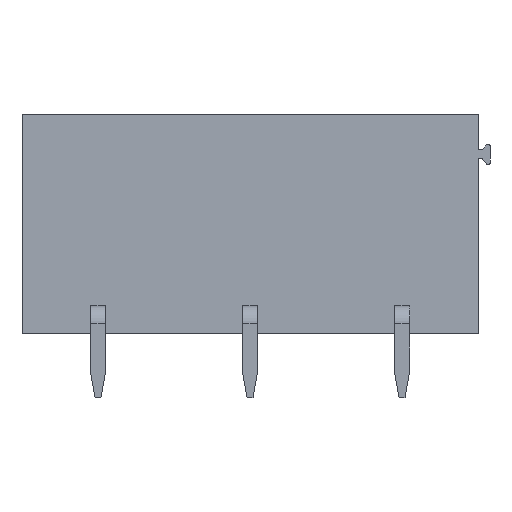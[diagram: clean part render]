
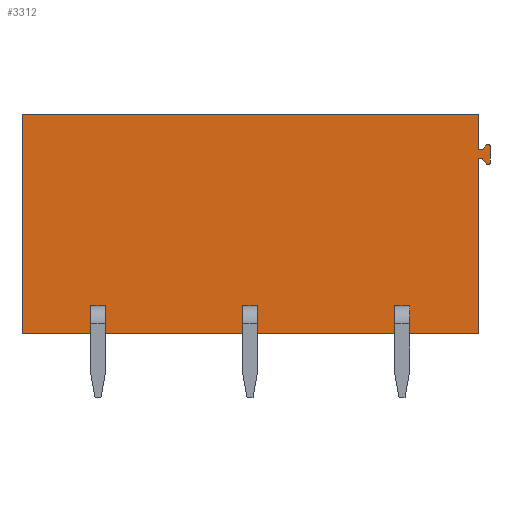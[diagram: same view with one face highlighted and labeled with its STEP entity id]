
A CAD part, front view. The second image highlights one B-rep face of the part: STEP entity #3312.
In plain terms, the highlighted planar face has unit normal (0, -1, 0).
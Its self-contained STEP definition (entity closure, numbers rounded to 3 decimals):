
#189=AXIS2_PLACEMENT_3D('Circle Axis2P3D',#187,#188,$) ;
#237=AXIS2_PLACEMENT_3D('Circle Axis2P3D',#235,#236,$) ;
#285=AXIS2_PLACEMENT_3D('Circle Axis2P3D',#283,#284,$) ;
#333=AXIS2_PLACEMENT_3D('Circle Axis2P3D',#331,#332,$) ;
#381=AXIS2_PLACEMENT_3D('Circle Axis2P3D',#379,#380,$) ;
#429=AXIS2_PLACEMENT_3D('Circle Axis2P3D',#427,#428,$) ;
#3290=AXIS2_PLACEMENT_3D('Plane Axis2P3D',#3287,#3288,#3289) ;
#40=CARTESIAN_POINT('Vertex',(22.86,1.5,12.425)) ;
#45=CARTESIAN_POINT('Line Origine',(22.948,1.5,12.425)) ;
#49=CARTESIAN_POINT('Vertex',(23.037,1.5,12.425)) ;
#187=CARTESIAN_POINT('Axis2P3D Location',(23.036,1.5,12.476)) ;
#191=CARTESIAN_POINT('Vertex',(23.075,1.5,12.443)) ;
#211=CARTESIAN_POINT('Line Origine',(23.175,1.5,12.563)) ;
#215=CARTESIAN_POINT('Vertex',(23.276,1.5,12.682)) ;
#235=CARTESIAN_POINT('Axis2P3D Location',(23.314,1.5,12.649)) ;
#239=CARTESIAN_POINT('Vertex',(23.314,1.5,12.7)) ;
#259=CARTESIAN_POINT('Line Origine',(23.361,1.5,12.7)) ;
#263=CARTESIAN_POINT('Vertex',(23.408,1.5,12.7)) ;
#283=CARTESIAN_POINT('Axis2P3D Location',(23.408,1.5,12.648)) ;
#287=CARTESIAN_POINT('Vertex',(23.46,1.5,12.648)) ;
#307=CARTESIAN_POINT('Line Origine',(23.46,1.5,12.2)) ;
#311=CARTESIAN_POINT('Vertex',(23.46,1.5,11.752)) ;
#331=CARTESIAN_POINT('Axis2P3D Location',(23.408,1.5,11.752)) ;
#335=CARTESIAN_POINT('Vertex',(23.408,1.5,11.7)) ;
#355=CARTESIAN_POINT('Line Origine',(23.361,1.5,11.7)) ;
#359=CARTESIAN_POINT('Vertex',(23.314,1.5,11.7)) ;
#379=CARTESIAN_POINT('Axis2P3D Location',(23.314,1.5,11.751)) ;
#383=CARTESIAN_POINT('Vertex',(23.276,1.5,11.718)) ;
#403=CARTESIAN_POINT('Line Origine',(23.175,1.5,11.838)) ;
#407=CARTESIAN_POINT('Vertex',(23.075,1.5,11.957)) ;
#427=CARTESIAN_POINT('Axis2P3D Location',(23.036,1.5,11.924)) ;
#431=CARTESIAN_POINT('Vertex',(23.037,1.5,11.975)) ;
#451=CARTESIAN_POINT('Line Origine',(22.948,1.5,11.975)) ;
#455=CARTESIAN_POINT('Vertex',(22.86,1.5,11.975)) ;
#846=CARTESIAN_POINT('Vertex',(0.,1.5,3.2)) ;
#849=CARTESIAN_POINT('Line Origine',(0.,1.5,8.7)) ;
#853=CARTESIAN_POINT('Vertex',(0.,1.5,14.2)) ;
#1071=CARTESIAN_POINT('Line Origine',(22.86,1.5,7.588)) ;
#1075=CARTESIAN_POINT('Vertex',(22.86,1.5,3.2)) ;
#1255=CARTESIAN_POINT('Vertex',(22.86,1.5,14.2)) ;
#1258=CARTESIAN_POINT('Line Origine',(22.86,1.5,13.313)) ;
#1503=CARTESIAN_POINT('Line Origine',(11.43,1.5,3.2)) ;
#1583=CARTESIAN_POINT('Line Origine',(11.43,1.5,14.2)) ;
#3287=CARTESIAN_POINT('Axis2P3D Location',(0.,1.5,14.2)) ;
#46=DIRECTION('Vector Direction',(-1.,0.,0.)) ;
#188=DIRECTION('Axis2P3D Direction',(0.,1.,0.)) ;
#212=DIRECTION('Vector Direction',(-0.643,0.,-0.766)) ;
#236=DIRECTION('Axis2P3D Direction',(0.,1.,0.)) ;
#260=DIRECTION('Vector Direction',(-1.,0.,0.)) ;
#284=DIRECTION('Axis2P3D Direction',(0.,1.,0.)) ;
#308=DIRECTION('Vector Direction',(0.,0.,1.)) ;
#332=DIRECTION('Axis2P3D Direction',(0.,1.,0.)) ;
#356=DIRECTION('Vector Direction',(1.,0.,0.)) ;
#380=DIRECTION('Axis2P3D Direction',(0.,1.,0.)) ;
#404=DIRECTION('Vector Direction',(0.643,0.,-0.766)) ;
#428=DIRECTION('Axis2P3D Direction',(0.,1.,0.)) ;
#452=DIRECTION('Vector Direction',(1.,0.,0.)) ;
#850=DIRECTION('Vector Direction',(0.,0.,-1.)) ;
#1072=DIRECTION('Vector Direction',(0.,0.,-1.)) ;
#1259=DIRECTION('Vector Direction',(0.,0.,-1.)) ;
#1504=DIRECTION('Vector Direction',(1.,0.,0.)) ;
#1584=DIRECTION('Vector Direction',(1.,0.,0.)) ;
#3288=DIRECTION('Axis2P3D Direction',(0.,-1.,0.)) ;
#3289=DIRECTION('Axis2P3D XDirection',(0.,0.,-1.)) ;
#47=VECTOR('Line Direction',#46,1.) ;
#213=VECTOR('Line Direction',#212,1.) ;
#261=VECTOR('Line Direction',#260,1.) ;
#309=VECTOR('Line Direction',#308,1.) ;
#357=VECTOR('Line Direction',#356,1.) ;
#405=VECTOR('Line Direction',#404,1.) ;
#453=VECTOR('Line Direction',#452,1.) ;
#851=VECTOR('Line Direction',#850,1.) ;
#1073=VECTOR('Line Direction',#1072,1.) ;
#1260=VECTOR('Line Direction',#1259,1.) ;
#1505=VECTOR('Line Direction',#1504,1.) ;
#1585=VECTOR('Line Direction',#1584,1.) ;
#3293=ORIENTED_EDGE('',*,*,#1262,.T.) ;
#3294=ORIENTED_EDGE('',*,*,#1587,.F.) ;
#3295=ORIENTED_EDGE('',*,*,#855,.F.) ;
#3296=ORIENTED_EDGE('',*,*,#1507,.T.) ;
#3297=ORIENTED_EDGE('',*,*,#1077,.T.) ;
#3298=ORIENTED_EDGE('',*,*,#457,.F.) ;
#3299=ORIENTED_EDGE('',*,*,#433,.F.) ;
#3300=ORIENTED_EDGE('',*,*,#409,.F.) ;
#3301=ORIENTED_EDGE('',*,*,#385,.F.) ;
#3302=ORIENTED_EDGE('',*,*,#361,.F.) ;
#3303=ORIENTED_EDGE('',*,*,#337,.F.) ;
#3304=ORIENTED_EDGE('',*,*,#313,.F.) ;
#3305=ORIENTED_EDGE('',*,*,#289,.F.) ;
#3306=ORIENTED_EDGE('',*,*,#265,.F.) ;
#3307=ORIENTED_EDGE('',*,*,#241,.F.) ;
#3308=ORIENTED_EDGE('',*,*,#217,.F.) ;
#3309=ORIENTED_EDGE('',*,*,#193,.F.) ;
#3310=ORIENTED_EDGE('',*,*,#51,.F.) ;
#3312=ADVANCED_FACE('_LP 7.62/3/180 3.2 OR 1753900000',(#3311),#3291,.T.) ;
#190=CIRCLE('generated circle',#189,0.051) ;
#238=CIRCLE('generated circle',#237,0.051) ;
#286=CIRCLE('generated circle',#285,0.052) ;
#334=CIRCLE('generated circle',#333,0.052) ;
#382=CIRCLE('generated circle',#381,0.051) ;
#430=CIRCLE('generated circle',#429,0.051) ;
#51=EDGE_CURVE('',#41,#50,#48,.F.) ;
#193=EDGE_CURVE('',#50,#192,#190,.F.) ;
#217=EDGE_CURVE('',#192,#216,#214,.F.) ;
#241=EDGE_CURVE('',#216,#240,#238,.T.) ;
#265=EDGE_CURVE('',#240,#264,#262,.F.) ;
#289=EDGE_CURVE('',#264,#288,#286,.T.) ;
#313=EDGE_CURVE('',#288,#312,#310,.F.) ;
#337=EDGE_CURVE('',#312,#336,#334,.T.) ;
#361=EDGE_CURVE('',#336,#360,#358,.F.) ;
#385=EDGE_CURVE('',#360,#384,#382,.T.) ;
#409=EDGE_CURVE('',#384,#408,#406,.F.) ;
#433=EDGE_CURVE('',#408,#432,#430,.F.) ;
#457=EDGE_CURVE('',#432,#456,#454,.F.) ;
#855=EDGE_CURVE('',#847,#854,#852,.F.) ;
#1077=EDGE_CURVE('',#1076,#456,#1074,.F.) ;
#1262=EDGE_CURVE('',#41,#1256,#1261,.F.) ;
#1507=EDGE_CURVE('',#847,#1076,#1506,.T.) ;
#1587=EDGE_CURVE('',#854,#1256,#1586,.T.) ;
#3292=EDGE_LOOP('',(#3293,#3294,#3295,#3296,#3297,#3298,#3299,#3300,#3301,#3302,#3303,#3304,#3305,#3306,#3307,#3308,#3309,#3310)) ;
#3311=FACE_OUTER_BOUND('',#3292,.T.) ;
#48=LINE('Line',#45,#47) ;
#214=LINE('Line',#211,#213) ;
#262=LINE('Line',#259,#261) ;
#310=LINE('Line',#307,#309) ;
#358=LINE('Line',#355,#357) ;
#406=LINE('Line',#403,#405) ;
#454=LINE('Line',#451,#453) ;
#852=LINE('Line',#849,#851) ;
#1074=LINE('Line',#1071,#1073) ;
#1261=LINE('Line',#1258,#1260) ;
#1506=LINE('Line',#1503,#1505) ;
#1586=LINE('Line',#1583,#1585) ;
#3291=PLANE('',#3290) ;
#41=VERTEX_POINT('',#40) ;
#50=VERTEX_POINT('',#49) ;
#192=VERTEX_POINT('',#191) ;
#216=VERTEX_POINT('',#215) ;
#240=VERTEX_POINT('',#239) ;
#264=VERTEX_POINT('',#263) ;
#288=VERTEX_POINT('',#287) ;
#312=VERTEX_POINT('',#311) ;
#336=VERTEX_POINT('',#335) ;
#360=VERTEX_POINT('',#359) ;
#384=VERTEX_POINT('',#383) ;
#408=VERTEX_POINT('',#407) ;
#432=VERTEX_POINT('',#431) ;
#456=VERTEX_POINT('',#455) ;
#847=VERTEX_POINT('',#846) ;
#854=VERTEX_POINT('',#853) ;
#1076=VERTEX_POINT('',#1075) ;
#1256=VERTEX_POINT('',#1255) ;
